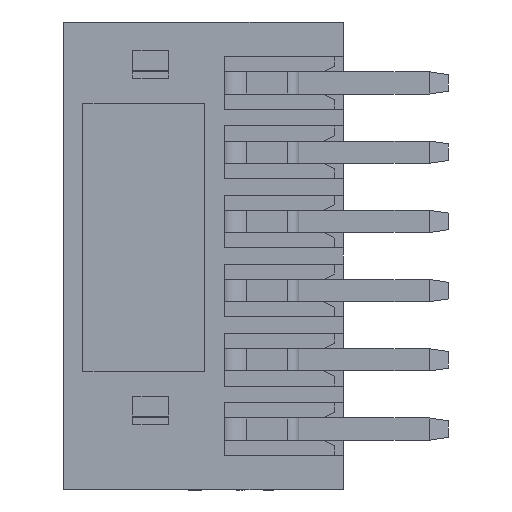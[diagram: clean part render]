
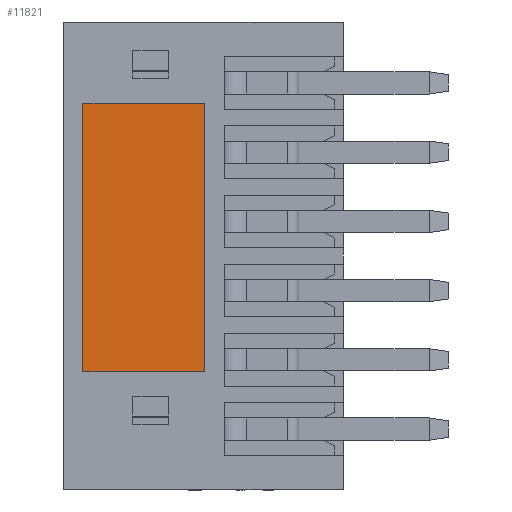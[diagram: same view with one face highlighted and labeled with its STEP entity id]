
A CAD part, left-side view. The second image highlights one B-rep face of the part: STEP entity #11821.
In plain terms, the highlighted planar face has unit normal (-1, 0, 0).
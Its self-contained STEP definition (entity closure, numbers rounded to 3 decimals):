
#2732 = CARTESIAN_POINT ( 'NONE',  ( 0.7, 9.4, -2.925 ) ) ;
#4405 = CARTESIAN_POINT ( 'NONE',  ( 0.7, 7.2, -7.775 ) ) ;
#4406 = EDGE_CURVE ( 'NONE', #37263, #9575, #22074, .T. ) ;
#5281 = DIRECTION ( 'NONE',  ( 0., -1., 0. ) ) ;
#5284 = DIRECTION ( 'NONE',  ( 0., 0., -1. ) ) ;
#5571 = EDGE_CURVE ( 'NONE', #24939, #19592, #23421, .T. ) ;
#7598 = DIRECTION ( 'NONE',  ( 1., 0., 0. ) ) ;
#8404 = ORIENTED_EDGE ( 'NONE', *, *, #4406, .T. ) ;
#9013 = VECTOR ( 'NONE', #14875, 1000. ) ;
#9367 = EDGE_LOOP ( 'NONE', ( #16408, #20176, #9884, #8404 ) ) ;
#9575 = VERTEX_POINT ( 'NONE', #14362 ) ;
#9644 = EDGE_CURVE ( 'NONE', #19592, #37263, #25907, .T. ) ;
#9884 = ORIENTED_EDGE ( 'NONE', *, *, #9644, .T. ) ;
#10291 = EDGE_CURVE ( 'NONE', #9575, #24939, #13714, .T. ) ;
#11821 = ADVANCED_FACE ( 'NONE', ( #30217 ), #27744, .F. ) ;
#12271 = VECTOR ( 'NONE', #5284, 1000. ) ;
#12424 = CARTESIAN_POINT ( 'NONE',  ( 0.7, 5., -2.925 ) ) ;
#13714 = LINE ( 'NONE', #28452, #21609 ) ;
#14362 = CARTESIAN_POINT ( 'NONE',  ( 0.7, 9.4, -12.625 ) ) ;
#14875 = DIRECTION ( 'NONE',  ( 0., 0., 1. ) ) ;
#16408 = ORIENTED_EDGE ( 'NONE', *, *, #10291, .T. ) ;
#18644 = CARTESIAN_POINT ( 'NONE',  ( 0.7, 5., -12.625 ) ) ;
#19592 = VERTEX_POINT ( 'NONE', #32541 ) ;
#19889 = AXIS2_PLACEMENT_3D ( 'NONE', #4405, #7598, #33435 ) ;
#20176 = ORIENTED_EDGE ( 'NONE', *, *, #5571, .T. ) ;
#21609 = VECTOR ( 'NONE', #5281, 1000. ) ;
#22074 = LINE ( 'NONE', #31098, #12271 ) ;
#22330 = DIRECTION ( 'NONE',  ( 0., 1., 0. ) ) ;
#22754 = VECTOR ( 'NONE', #22330, 1000. ) ;
#23421 = LINE ( 'NONE', #12424, #9013 ) ;
#23478 = CARTESIAN_POINT ( 'NONE',  ( 0.7, 9.4, -2.925 ) ) ;
#24939 = VERTEX_POINT ( 'NONE', #18644 ) ;
#25907 = LINE ( 'NONE', #2732, #22754 ) ;
#27744 = PLANE ( 'NONE',  #19889 ) ;
#28452 = CARTESIAN_POINT ( 'NONE',  ( 0.7, 5., -12.625 ) ) ;
#30217 = FACE_OUTER_BOUND ( 'NONE', #9367, .T. ) ;
#31098 = CARTESIAN_POINT ( 'NONE',  ( 0.7, 9.4, -12.625 ) ) ;
#32541 = CARTESIAN_POINT ( 'NONE',  ( 0.7, 5., -2.925 ) ) ;
#33435 = DIRECTION ( 'NONE',  ( 0., 0., -1. ) ) ;
#37263 = VERTEX_POINT ( 'NONE', #23478 ) ;
